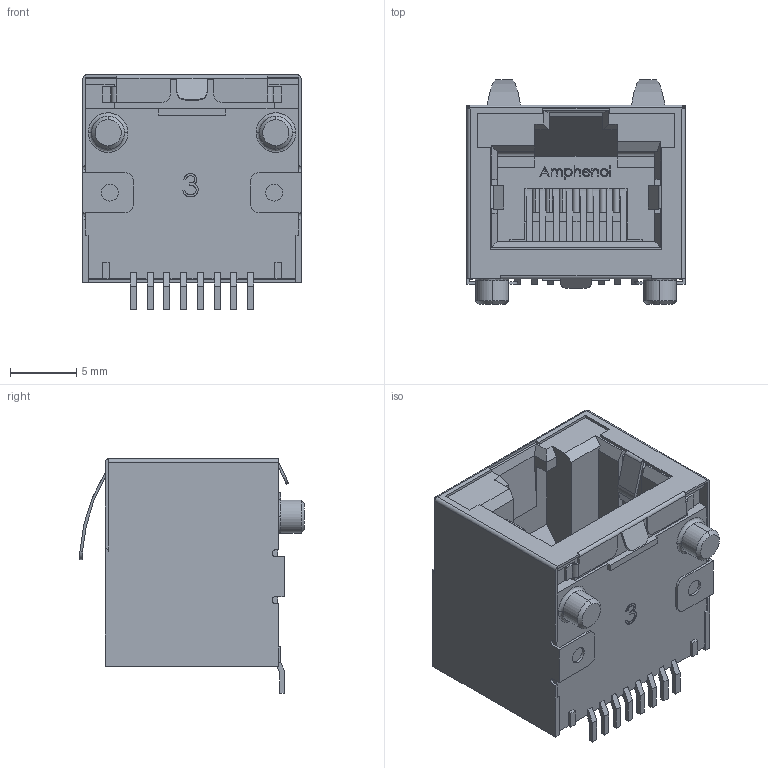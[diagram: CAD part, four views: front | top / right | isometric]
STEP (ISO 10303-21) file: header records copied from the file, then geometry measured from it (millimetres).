
FILE_DESCRIPTION (( 'STEP AP203' ), '1' );
FILE_NAME ('M-RJSSE-5380-REVT1.STEP', '2012-09-06T15:24:08', ( '' ), ( '' ), 'SwSTEP 2.0', 'SolidWorks 2012', '' );
FILE_SCHEMA (( 'CONFIG_CONTROL_DESIGN' ));
Length unit declared in the file: millimetre
Products named in the file (1): M-RJSSE-5380-REVT1
Bounding box: 16.51 x 17.02 x 17.73 mm (x, y, z)
Volume: 2258.9 mm3; surface area: 2426.6 mm2
Topology: 1 solids, 1 shells, 522 faces, 1480 edges, 963 vertices
Faces by surface type: plane 394, bspline 68, cylinder 56, cone 4
Entity records: 19899 total; most frequent: CARTESIAN_POINT 6658, ORIENTED_EDGE 2960, DIRECTION 2362, EDGE_CURVE 1480, VECTOR 1208, LINE 1208, VERTEX_POINT 963, AXIS2_PLACEMENT_3D 577
